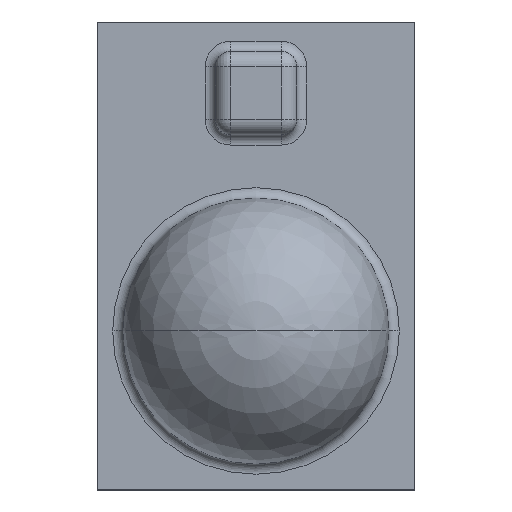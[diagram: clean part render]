
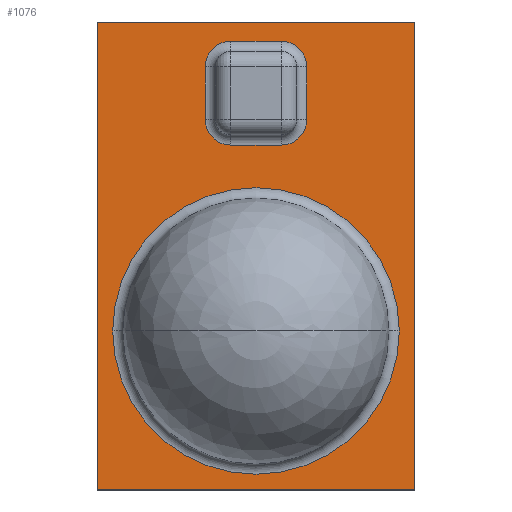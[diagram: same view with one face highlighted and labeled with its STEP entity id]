
A CAD part, top view. The second image highlights one B-rep face of the part: STEP entity #1076.
In plain terms, the highlighted planar face has unit normal (0, 0, 1).
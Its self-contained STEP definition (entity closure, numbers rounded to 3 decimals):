
#32 = VERTEX_POINT('',#33);
#33 = CARTESIAN_POINT('',(1.526,0.795,0.612));
#39 = EDGE_CURVE('',#40,#32,#42,.T.);
#40 = VERTEX_POINT('',#41);
#41 = CARTESIAN_POINT('',(1.526,-3.695,0.612));
#42 = LINE('',#43,#44);
#43 = CARTESIAN_POINT('',(1.526,-2.175,0.612));
#44 = VECTOR('',#45,1.);
#45 = DIRECTION('',(0.,1.,0.));
#980 = EDGE_CURVE('',#32,#981,#983,.T.);
#981 = VERTEX_POINT('',#982);
#982 = CARTESIAN_POINT('',(-1.524,0.795,0.612));
#983 = LINE('',#984,#985);
#984 = CARTESIAN_POINT('',(0.001,0.795,0.612));
#985 = VECTOR('',#986,1.);
#986 = DIRECTION('',(-1.,0.,0.));
#1005 = VERTEX_POINT('',#1006);
#1006 = CARTESIAN_POINT('',(-1.524,-3.695,0.612));
#1012 = EDGE_CURVE('',#981,#1005,#1013,.T.);
#1013 = LINE('',#1014,#1015);
#1014 = CARTESIAN_POINT('',(-1.524,-2.175,0.612));
#1015 = VECTOR('',#1016,1.);
#1016 = DIRECTION('',(0.,-1.,0.));
#1029 = EDGE_CURVE('',#1005,#40,#1030,.T.);
#1030 = LINE('',#1031,#1032);
#1031 = CARTESIAN_POINT('',(0.001,-3.695,0.612)
  );
#1032 = VECTOR('',#1033,1.);
#1033 = DIRECTION('',(1.,0.,0.));
#1076 = ADVANCED_FACE('',(#1077,#1147,#1167),#1173,.T.);
#1077 = FACE_BOUND('',#1078,.T.);
#1078 = EDGE_LOOP('',(#1079,#1090,#1098,#1107,#1115,#1124,#1132,#1141));
#1079 = ORIENTED_EDGE('',*,*,#1080,.F.);
#1080 = EDGE_CURVE('',#1081,#1083,#1085,.T.);
#1081 = VERTEX_POINT('',#1082);
#1082 = CARTESIAN_POINT('',(-0.242,0.611,0.612));
#1083 = VERTEX_POINT('',#1084);
#1084 = CARTESIAN_POINT('',(-0.488,0.365,0.612));
#1085 = CIRCLE('',#1086,0.246);
#1086 = AXIS2_PLACEMENT_3D('',#1087,#1088,#1089);
#1087 = CARTESIAN_POINT('',(-0.242,0.365,0.612));
#1088 = DIRECTION('',(0.,0.,1.));
#1089 = DIRECTION('',(1.,0.,0.));
#1090 = ORIENTED_EDGE('',*,*,#1091,.T.);
#1091 = EDGE_CURVE('',#1081,#1092,#1094,.T.);
#1092 = VERTEX_POINT('',#1093);
#1093 = CARTESIAN_POINT('',(0.243,0.611,0.612));
#1094 = LINE('',#1095,#1096);
#1095 = CARTESIAN_POINT('',(0.243,0.611,0.612));
#1096 = VECTOR('',#1097,1.);
#1097 = DIRECTION('',(1.,0.,0.));
#1098 = ORIENTED_EDGE('',*,*,#1099,.F.);
#1099 = EDGE_CURVE('',#1100,#1092,#1102,.T.);
#1100 = VERTEX_POINT('',#1101);
#1101 = CARTESIAN_POINT('',(0.489,0.365,0.612));
#1102 = CIRCLE('',#1103,0.246);
#1103 = AXIS2_PLACEMENT_3D('',#1104,#1105,#1106);
#1104 = CARTESIAN_POINT('',(0.243,0.365,0.612));
#1105 = DIRECTION('',(0.,0.,1.));
#1106 = DIRECTION('',(1.,0.,0.));
#1107 = ORIENTED_EDGE('',*,*,#1108,.F.);
#1108 = EDGE_CURVE('',#1109,#1100,#1111,.T.);
#1109 = VERTEX_POINT('',#1110);
#1110 = CARTESIAN_POINT('',(0.489,-0.14,0.612));
#1111 = LINE('',#1112,#1113);
#1112 = CARTESIAN_POINT('',(0.489,-0.14,0.612));
#1113 = VECTOR('',#1114,1.);
#1114 = DIRECTION('',(0.,1.,0.));
#1115 = ORIENTED_EDGE('',*,*,#1116,.F.);
#1116 = EDGE_CURVE('',#1117,#1109,#1119,.T.);
#1117 = VERTEX_POINT('',#1118);
#1118 = CARTESIAN_POINT('',(0.243,-0.386,0.612));
#1119 = CIRCLE('',#1120,0.246);
#1120 = AXIS2_PLACEMENT_3D('',#1121,#1122,#1123);
#1121 = CARTESIAN_POINT('',(0.243,-0.14,0.612));
#1122 = DIRECTION('',(0.,0.,1.));
#1123 = DIRECTION('',(1.,0.,0.));
#1124 = ORIENTED_EDGE('',*,*,#1125,.T.);
#1125 = EDGE_CURVE('',#1117,#1126,#1128,.T.);
#1126 = VERTEX_POINT('',#1127);
#1127 = CARTESIAN_POINT('',(-0.242,-0.386,0.612));
#1128 = LINE('',#1129,#1130);
#1129 = CARTESIAN_POINT('',(-0.242,-0.386,0.612));
#1130 = VECTOR('',#1131,1.);
#1131 = DIRECTION('',(-1.,0.,0.));
#1132 = ORIENTED_EDGE('',*,*,#1133,.T.);
#1133 = EDGE_CURVE('',#1126,#1134,#1136,.T.);
#1134 = VERTEX_POINT('',#1135);
#1135 = CARTESIAN_POINT('',(-0.488,-0.14,0.612));
#1136 = CIRCLE('',#1137,0.246);
#1137 = AXIS2_PLACEMENT_3D('',#1138,#1139,#1140);
#1138 = CARTESIAN_POINT('',(-0.242,-0.14,0.612));
#1139 = DIRECTION('',(0.,0.,-1.));
#1140 = DIRECTION('',(1.,0.,0.));
#1141 = ORIENTED_EDGE('',*,*,#1142,.T.);
#1142 = EDGE_CURVE('',#1134,#1083,#1143,.T.);
#1143 = LINE('',#1144,#1145);
#1144 = CARTESIAN_POINT('',(-0.488,0.113,0.612));
#1145 = VECTOR('',#1146,1.);
#1146 = DIRECTION('',(0.,1.,0.));
#1147 = FACE_BOUND('',#1148,.T.);
#1148 = EDGE_LOOP('',(#1149,#1160));
#1149 = ORIENTED_EDGE('',*,*,#1150,.F.);
#1150 = EDGE_CURVE('',#1151,#1153,#1155,.T.);
#1151 = VERTEX_POINT('',#1152);
#1152 = CARTESIAN_POINT('',(1.376,-2.17,0.612));
#1153 = VERTEX_POINT('',#1154);
#1154 = CARTESIAN_POINT('',(-1.374,-2.17,0.612));
#1155 = CIRCLE('',#1156,1.375);
#1156 = AXIS2_PLACEMENT_3D('',#1157,#1158,#1159);
#1157 = CARTESIAN_POINT('',(0.001,-2.17,0.612)
  );
#1158 = DIRECTION('',(0.,0.,1.));
#1159 = DIRECTION('',(-1.,0.,0.));
#1160 = ORIENTED_EDGE('',*,*,#1161,.F.);
#1161 = EDGE_CURVE('',#1153,#1151,#1162,.T.);
#1162 = CIRCLE('',#1163,1.375);
#1163 = AXIS2_PLACEMENT_3D('',#1164,#1165,#1166);
#1164 = CARTESIAN_POINT('',(0.001,-2.17,0.612)
  );
#1165 = DIRECTION('',(0.,0.,1.));
#1166 = DIRECTION('',(-1.,0.,0.));
#1167 = FACE_BOUND('',#1168,.T.);
#1168 = EDGE_LOOP('',(#1169,#1170,#1171,#1172));
#1169 = ORIENTED_EDGE('',*,*,#980,.T.);
#1170 = ORIENTED_EDGE('',*,*,#1012,.T.);
#1171 = ORIENTED_EDGE('',*,*,#1029,.T.);
#1172 = ORIENTED_EDGE('',*,*,#39,.T.);
#1173 = PLANE('',#1174);
#1174 = AXIS2_PLACEMENT_3D('',#1175,#1176,#1177);
#1175 = CARTESIAN_POINT('',(-1.449,-2.175,0.612));
#1176 = DIRECTION('',(0.,0.,1.));
#1177 = DIRECTION('',(1.,0.,0.));
